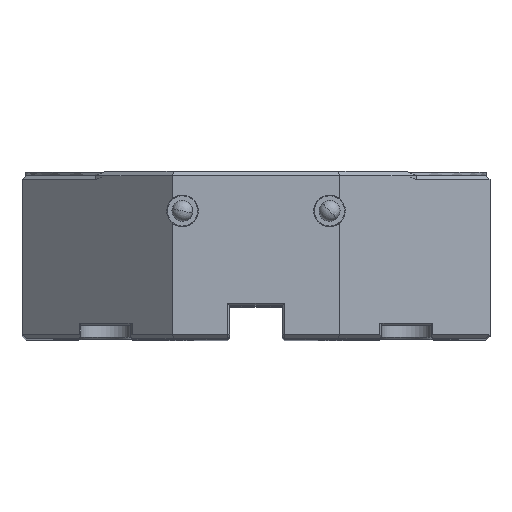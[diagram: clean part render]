
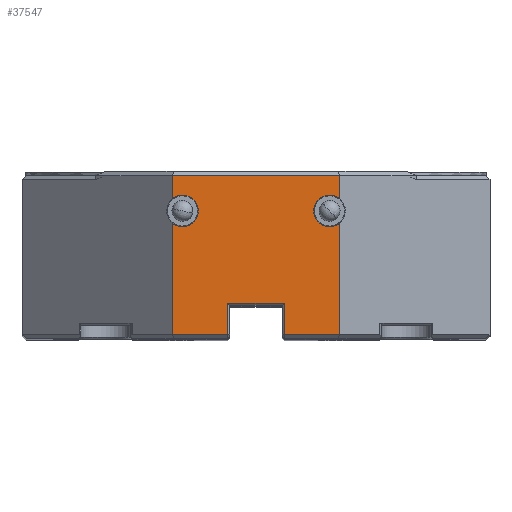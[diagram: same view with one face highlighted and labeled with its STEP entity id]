
A CAD part, top view. The second image highlights one B-rep face of the part: STEP entity #37547.
In plain terms, the highlighted planar face has unit normal (0, 0, 1).
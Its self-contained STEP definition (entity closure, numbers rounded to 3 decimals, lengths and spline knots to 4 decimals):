
#3937=CIRCLE('',#39088,0.119);
#3938=CIRCLE('',#39089,0.119);
#5909=FACE_OUTER_BOUND('',#7974,.T.);
#7974=EDGE_LOOP('',(#34080,#34081,#34082,#34083,#34084,#34085,#34086,#34087,
#34088,#34089,#34090,#34091));
#8330=LINE('',#47625,#12014);
#8333=LINE('',#47631,#12017);
#8336=LINE('',#47637,#12020);
#8346=LINE('',#47675,#12030);
#8354=LINE('',#47694,#12038);
#8355=LINE('',#47700,#12039);
#8775=LINE('',#49679,#12459);
#8816=LINE('',#49760,#12500);
#8817=LINE('',#49765,#12501);
#9203=LINE('',#51641,#12887);
#12014=VECTOR('',#40006,0.3937);
#12017=VECTOR('',#40011,0.3937);
#12020=VECTOR('',#40016,0.3937);
#12030=VECTOR('',#40052,0.3937);
#12038=VECTOR('',#40070,0.3937);
#12039=VECTOR('',#40075,0.3937);
#12459=VECTOR('',#40565,0.3937);
#12500=VECTOR('',#40628,0.3937);
#12501=VECTOR('',#40633,0.3937);
#12887=VECTOR('',#41029,0.3937);
#15598=VERTEX_POINT('',#46662);
#15730=VERTEX_POINT('',#47618);
#15732=VERTEX_POINT('',#47624);
#15734=VERTEX_POINT('',#47630);
#15736=VERTEX_POINT('',#47636);
#15744=VERTEX_POINT('',#47670);
#15745=VERTEX_POINT('',#47674);
#15751=VERTEX_POINT('',#47693);
#15753=VERTEX_POINT('',#47697);
#15754=VERTEX_POINT('',#47699);
#16427=VERTEX_POINT('',#49759);
#16429=VERTEX_POINT('',#49763);
#19341=EDGE_CURVE('',#15730,#15732,#8330,.T.);
#19344=EDGE_CURVE('',#15732,#15734,#8333,.T.);
#19347=EDGE_CURVE('',#15734,#15736,#8336,.T.);
#19363=EDGE_CURVE('',#15745,#15744,#8346,.T.);
#19373=EDGE_CURVE('',#15744,#15751,#8354,.T.);
#19376=EDGE_CURVE('',#15753,#15754,#8355,.T.);
#20043=EDGE_CURVE('',#15754,#15730,#8775,.T.);
#20084=EDGE_CURVE('',#15598,#16427,#8816,.T.);
#20087=EDGE_CURVE('',#16429,#15745,#8817,.T.);
#20702=EDGE_CURVE('',#15736,#15598,#9203,.T.);
#23938=EDGE_CURVE('',#15753,#15751,#3937,.T.);
#23939=EDGE_CURVE('',#16429,#16427,#3938,.T.);
#34080=ORIENTED_EDGE('',*,*,#19341,.F.);
#34081=ORIENTED_EDGE('',*,*,#20043,.F.);
#34082=ORIENTED_EDGE('',*,*,#19376,.F.);
#34083=ORIENTED_EDGE('',*,*,#23938,.T.);
#34084=ORIENTED_EDGE('',*,*,#19373,.F.);
#34085=ORIENTED_EDGE('',*,*,#19363,.F.);
#34086=ORIENTED_EDGE('',*,*,#20087,.F.);
#34087=ORIENTED_EDGE('',*,*,#23939,.T.);
#34088=ORIENTED_EDGE('',*,*,#20084,.F.);
#34089=ORIENTED_EDGE('',*,*,#20702,.F.);
#34090=ORIENTED_EDGE('',*,*,#19347,.F.);
#34091=ORIENTED_EDGE('',*,*,#19344,.F.);
#35739=PLANE('',#39087);
#37547=ADVANCED_FACE('',(#5909),#35739,.T.);
#39087=AXIS2_PLACEMENT_3D('',#64401,#45501,#45502);
#39088=AXIS2_PLACEMENT_3D('',#64402,#45503,#45504);
#39089=AXIS2_PLACEMENT_3D('',#64403,#45505,#45506);
#40006=DIRECTION('',(0.,1.,0.));
#40011=DIRECTION('',(-1.,0.,0.));
#40016=DIRECTION('',(0.,-1.,0.));
#40052=DIRECTION('',(1.,0.,0.));
#40070=DIRECTION('',(0.,-1.,0.));
#40075=DIRECTION('',(0.,-1.,0.));
#40565=DIRECTION('',(-1.,0.,0.));
#40628=DIRECTION('',(0.,1.,0.));
#40633=DIRECTION('',(0.,1.,0.));
#41029=DIRECTION('',(-1.,0.,0.));
#45501=DIRECTION('center_axis',(0.,0.,1.));
#45502=DIRECTION('ref_axis',(1.,0.,0.));
#45503=DIRECTION('center_axis',(0.,0.,-1.));
#45504=DIRECTION('ref_axis',(-1.,0.,0.));
#45505=DIRECTION('center_axis',(0.,0.,-1.));
#45506=DIRECTION('ref_axis',(1.,0.,0.));
#46662=CARTESIAN_POINT('',(-0.625,0.03,4.0975));
#47618=CARTESIAN_POINT('',(0.2123,0.03,4.0975));
#47624=CARTESIAN_POINT('',(0.2123,0.265,4.0975));
#47625=CARTESIAN_POINT('',(0.2123,0.3125,4.0975));
#47630=CARTESIAN_POINT('',(-0.2123,0.265,4.0975));
#47631=CARTESIAN_POINT('',(0.0986,0.265,4.0975));
#47636=CARTESIAN_POINT('',(-0.2123,0.03,4.0975));
#47637=CARTESIAN_POINT('',(-0.2123,0.4375,4.0975));
#47670=CARTESIAN_POINT('',(0.625,1.22,4.0975));
#47674=CARTESIAN_POINT('',(-0.625,1.22,4.0975));
#47675=CARTESIAN_POINT('',(-0.875,1.22,4.0975));
#47693=CARTESIAN_POINT('',(0.625,1.0474,4.0975));
#47694=CARTESIAN_POINT('',(0.625,0.9375,4.0975));
#47697=CARTESIAN_POINT('',(0.625,0.8626,4.0975));
#47699=CARTESIAN_POINT('',(0.625,0.03,4.0975));
#47700=CARTESIAN_POINT('',(0.625,0.9375,4.0975));
#49679=CARTESIAN_POINT('',(0.875,0.03,4.0975));
#49759=CARTESIAN_POINT('',(-0.625,0.8626,4.0975));
#49760=CARTESIAN_POINT('',(-0.625,0.3125,4.0975));
#49763=CARTESIAN_POINT('',(-0.625,1.0474,4.0975));
#49765=CARTESIAN_POINT('',(-0.625,0.3125,4.0975));
#51641=CARTESIAN_POINT('',(0.875,0.03,4.0975));
#64401=CARTESIAN_POINT('Origin',(0.,0.625,4.0975));
#64402=CARTESIAN_POINT('Origin',(0.55,0.955,4.0975));
#64403=CARTESIAN_POINT('Origin',(-0.55,0.955,4.0975));
